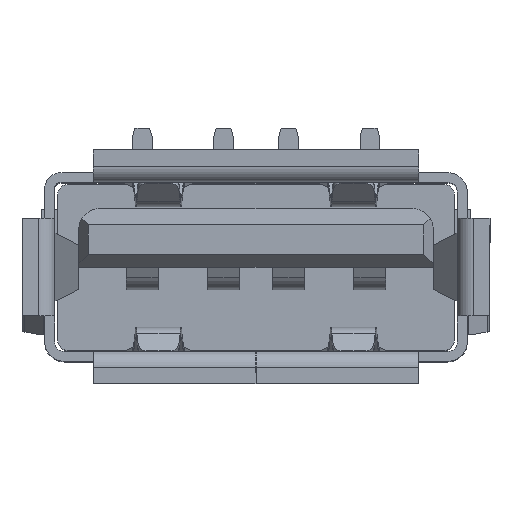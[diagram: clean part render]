
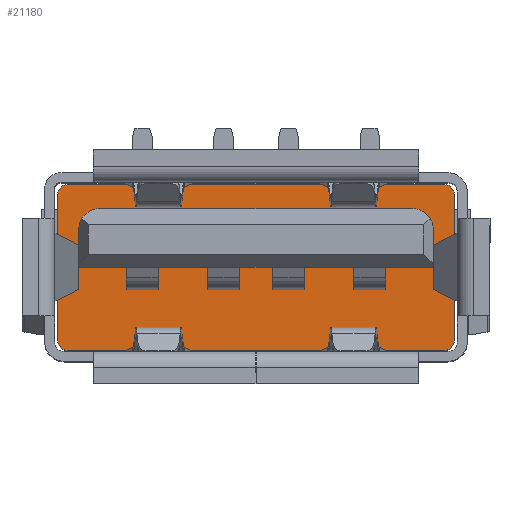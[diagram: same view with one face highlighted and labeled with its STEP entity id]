
A CAD part, top view. The second image highlights one B-rep face of the part: STEP entity #21180.
In plain terms, the highlighted planar face has unit normal (0, 0, 1).
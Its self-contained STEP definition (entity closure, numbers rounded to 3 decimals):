
#259 = VERTEX_POINT ( 'NONE', #731 ) ;
#373 = VERTEX_POINT ( 'NONE', #10975 ) ;
#389 = CARTESIAN_POINT ( 'NONE',  ( 5.8, -4.8, 0. ) ) ;
#636 = VERTEX_POINT ( 'NONE', #15028 ) ;
#688 = EDGE_CURVE ( 'NONE', #373, #13838, #20954, .T. ) ;
#731 = CARTESIAN_POINT ( 'NONE',  ( -6.1, -0.3, 0. ) ) ;
#1395 = DIRECTION ( 'NONE',  ( 0., 0., 1. ) ) ;
#1486 = CIRCLE ( 'NONE', #14148, 0.3 ) ;
#1835 = EDGE_CURVE ( 'NONE', #15455, #16300, #7127, .T. ) ;
#1863 = VERTEX_POINT ( 'NONE', #21285 ) ;
#1934 = DIRECTION ( 'NONE',  ( 0., -1., 0. ) ) ;
#2151 = CARTESIAN_POINT ( 'NONE',  ( 6.1, -14.72, 0. ) ) ;
#2295 = DIRECTION ( 'NONE',  ( 0., 1., 0. ) ) ;
#2743 = AXIS2_PLACEMENT_3D ( 'NONE', #15662, #23887, #4267 ) ;
#2756 = ORIENTED_EDGE ( 'NONE', *, *, #21889, .T. ) ;
#3024 = VECTOR ( 'NONE', #21660, 1000. ) ;
#3408 = AXIS2_PLACEMENT_3D ( 'NONE', #11966, #11453, #17720 ) ;
#3993 = CARTESIAN_POINT ( 'NONE',  ( 6.1, -14.72, 0. ) ) ;
#4267 = DIRECTION ( 'NONE',  ( 0., -1., 0. ) ) ;
#4271 = ORIENTED_EDGE ( 'NONE', *, *, #13355, .F. ) ;
#4399 = DIRECTION ( 'NONE',  ( 0., 1., 0. ) ) ;
#4873 = CARTESIAN_POINT ( 'NONE',  ( 5.45, -2.55, 0. ) ) ;
#4940 = EDGE_CURVE ( 'NONE', #1863, #8687, #1486, .T. ) ;
#5261 = DIRECTION ( 'NONE',  ( 0., 1., 0. ) ) ;
#5573 = LINE ( 'NONE', #15272, #22620 ) ;
#5595 = VERTEX_POINT ( 'NONE', #17370 ) ;
#5722 = CARTESIAN_POINT ( 'NONE',  ( -5.45, -1.39, 0. ) ) ;
#5790 = CARTESIAN_POINT ( 'NONE',  ( 6.1, -0.75, 0. ) ) ;
#6401 = DIRECTION ( 'NONE',  ( 0., 0., -1. ) ) ;
#6642 = FACE_BOUND ( 'NONE', #19707, .T. ) ;
#6720 = CARTESIAN_POINT ( 'NONE',  ( 5.8, -5.1, 0. ) ) ;
#7127 = CIRCLE ( 'NONE', #13190, 0.64 ) ;
#7425 = EDGE_CURVE ( 'NONE', #636, #12395, #17634, .T. ) ;
#7919 = ORIENTED_EDGE ( 'NONE', *, *, #21461, .T. ) ;
#8495 = CIRCLE ( 'NONE', #2743, 0.3 ) ;
#8569 = EDGE_CURVE ( 'NONE', #14932, #13838, #5573, .T. ) ;
#8687 = VERTEX_POINT ( 'NONE', #6720 ) ;
#9057 = CARTESIAN_POINT ( 'NONE',  ( -6.1, -14.72, 0. ) ) ;
#9154 = VERTEX_POINT ( 'NONE', #16067 ) ;
#9178 = DIRECTION ( 'NONE',  ( 0., -1., 0. ) ) ;
#9362 = LINE ( 'NONE', #5790, #11689 ) ;
#9468 = CARTESIAN_POINT ( 'NONE',  ( -6.1, -4.8, 0. ) ) ;
#9725 = ORIENTED_EDGE ( 'NONE', *, *, #25233, .T. ) ;
#10227 = CARTESIAN_POINT ( 'NONE',  ( 6.1, -5.1, 0. ) ) ;
#10387 = DIRECTION ( 'NONE',  ( 0., 0., -1. ) ) ;
#10662 = VECTOR ( 'NONE', #13214, 1000. ) ;
#10973 = EDGE_CURVE ( 'NONE', #9154, #5595, #8495, .T. ) ;
#10975 = CARTESIAN_POINT ( 'NONE',  ( 5.45, -1.39, 0. ) ) ;
#11042 = ORIENTED_EDGE ( 'NONE', *, *, #4940, .F. ) ;
#11185 = CARTESIAN_POINT ( 'NONE',  ( 5.45, -14.72, 0. ) ) ;
#11453 = DIRECTION ( 'NONE',  ( 0., 0., -1. ) ) ;
#11464 = EDGE_LOOP ( 'NONE', ( #14524, #4271, #9725, #16213, #24954, #11042, #17044, #14027 ) ) ;
#11620 = CARTESIAN_POINT ( 'NONE',  ( 4.81, -0.75, 0. ) ) ;
#11668 = CIRCLE ( 'NONE', #12083, 0.64 ) ;
#11689 = VECTOR ( 'NONE', #15737, 1000. ) ;
#11850 = VECTOR ( 'NONE', #9178, 1000. ) ;
#11966 = CARTESIAN_POINT ( 'NONE',  ( -5.8, -0.3, 0. ) ) ;
#12083 = AXIS2_PLACEMENT_3D ( 'NONE', #18027, #6401, #21995 ) ;
#12196 = DIRECTION ( 'NONE',  ( 0., 0., -1. ) ) ;
#12254 = LINE ( 'NONE', #10227, #14483 ) ;
#12395 = VERTEX_POINT ( 'NONE', #9468 ) ;
#12557 = CARTESIAN_POINT ( 'NONE',  ( -4.81, -0.75, 0. ) ) ;
#13190 = AXIS2_PLACEMENT_3D ( 'NONE', #18981, #1395, #15604 ) ;
#13214 = DIRECTION ( 'NONE',  ( 0., -1., 0. ) ) ;
#13274 = CARTESIAN_POINT ( 'NONE',  ( -5.45, -2.55, 0. ) ) ;
#13355 = EDGE_CURVE ( 'NONE', #259, #21222, #19388, .T. ) ;
#13800 = EDGE_CURVE ( 'NONE', #9154, #21222, #23713, .T. ) ;
#13838 = VERTEX_POINT ( 'NONE', #4873 ) ;
#14027 = ORIENTED_EDGE ( 'NONE', *, *, #10973, .F. ) ;
#14058 = EDGE_CURVE ( 'NONE', #636, #8687, #12254, .T. ) ;
#14148 = AXIS2_PLACEMENT_3D ( 'NONE', #389, #12196, #4399 ) ;
#14483 = VECTOR ( 'NONE', #18035, 1000. ) ;
#14524 = ORIENTED_EDGE ( 'NONE', *, *, #13800, .T. ) ;
#14932 = VERTEX_POINT ( 'NONE', #13274 ) ;
#15028 = CARTESIAN_POINT ( 'NONE',  ( -5.8, -5.1, 0. ) ) ;
#15165 = CARTESIAN_POINT ( 'NONE',  ( -5.8, 0., 0. ) ) ;
#15272 = CARTESIAN_POINT ( 'NONE',  ( 5.45, -2.55, 0. ) ) ;
#15401 = AXIS2_PLACEMENT_3D ( 'NONE', #3993, #25404, #1934 ) ;
#15455 = VERTEX_POINT ( 'NONE', #12557 ) ;
#15476 = CARTESIAN_POINT ( 'NONE',  ( -5.45, -14.72, 0. ) ) ;
#15604 = DIRECTION ( 'NONE',  ( 0., 1., 0. ) ) ;
#15662 = CARTESIAN_POINT ( 'NONE',  ( 5.8, -0.3, 0. ) ) ;
#15737 = DIRECTION ( 'NONE',  ( 1., 0., 0. ) ) ;
#16067 = CARTESIAN_POINT ( 'NONE',  ( 5.8, 0., 0. ) ) ;
#16213 = ORIENTED_EDGE ( 'NONE', *, *, #7425, .F. ) ;
#16300 = VERTEX_POINT ( 'NONE', #5722 ) ;
#16406 = VECTOR ( 'NONE', #2295, 1000. ) ;
#16543 = ORIENTED_EDGE ( 'NONE', *, *, #688, .T. ) ;
#16612 = ORIENTED_EDGE ( 'NONE', *, *, #8569, .F. ) ;
#16839 = AXIS2_PLACEMENT_3D ( 'NONE', #20254, #10387, #20117 ) ;
#17044 = ORIENTED_EDGE ( 'NONE', *, *, #17702, .T. ) ;
#17097 = LINE ( 'NONE', #9057, #11850 ) ;
#17370 = CARTESIAN_POINT ( 'NONE',  ( 6.1, -0.3, 0. ) ) ;
#17439 = ORIENTED_EDGE ( 'NONE', *, *, #19788, .T. ) ;
#17634 = CIRCLE ( 'NONE', #16839, 0.3 ) ;
#17702 = EDGE_CURVE ( 'NONE', #1863, #5595, #24221, .T. ) ;
#17720 = DIRECTION ( 'NONE',  ( 0., 1., 0. ) ) ;
#18027 = CARTESIAN_POINT ( 'NONE',  ( 4.81, -1.39, 0. ) ) ;
#18035 = DIRECTION ( 'NONE',  ( 1., 0., 0. ) ) ;
#18981 = CARTESIAN_POINT ( 'NONE',  ( -4.81, -1.39, 0. ) ) ;
#18999 = VECTOR ( 'NONE', #5261, 1000. ) ;
#19211 = VERTEX_POINT ( 'NONE', #11620 ) ;
#19388 = CIRCLE ( 'NONE', #3408, 0.3 ) ;
#19707 = EDGE_LOOP ( 'NONE', ( #7919, #2756, #16543, #16612, #17439, #20046 ) ) ;
#19788 = EDGE_CURVE ( 'NONE', #14932, #16300, #22790, .T. ) ;
#20046 = ORIENTED_EDGE ( 'NONE', *, *, #1835, .F. ) ;
#20117 = DIRECTION ( 'NONE',  ( 0., -1., 0. ) ) ;
#20253 = CARTESIAN_POINT ( 'NONE',  ( 6.1, 0., 0. ) ) ;
#20254 = CARTESIAN_POINT ( 'NONE',  ( -5.8, -4.8, 0. ) ) ;
#20469 = PLANE ( 'NONE',  #15401 ) ;
#20954 = LINE ( 'NONE', #11185, #10662 ) ;
#21180 = ADVANCED_FACE ( 'NONE', ( #6642, #24691 ), #20469, .T. ) ;
#21222 = VERTEX_POINT ( 'NONE', #15165 ) ;
#21285 = CARTESIAN_POINT ( 'NONE',  ( 6.1, -4.8, 0. ) ) ;
#21461 = EDGE_CURVE ( 'NONE', #15455, #19211, #9362, .T. ) ;
#21660 = DIRECTION ( 'NONE',  ( -1., 0., 0. ) ) ;
#21889 = EDGE_CURVE ( 'NONE', #19211, #373, #11668, .T. ) ;
#21995 = DIRECTION ( 'NONE',  ( 0., -1., 0. ) ) ;
#22620 = VECTOR ( 'NONE', #25166, 1000. ) ;
#22790 = LINE ( 'NONE', #15476, #18999 ) ;
#23713 = LINE ( 'NONE', #20253, #3024 ) ;
#23887 = DIRECTION ( 'NONE',  ( 0., 0., -1. ) ) ;
#24221 = LINE ( 'NONE', #2151, #16406 ) ;
#24691 = FACE_OUTER_BOUND ( 'NONE', #11464, .T. ) ;
#24954 = ORIENTED_EDGE ( 'NONE', *, *, #14058, .T. ) ;
#25166 = DIRECTION ( 'NONE',  ( 1., 0., 0. ) ) ;
#25233 = EDGE_CURVE ( 'NONE', #259, #12395, #17097, .T. ) ;
#25404 = DIRECTION ( 'NONE',  ( 0., 0., 1. ) ) ;
